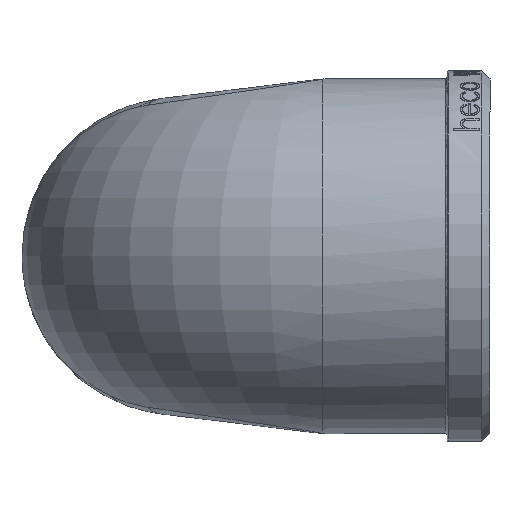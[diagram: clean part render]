
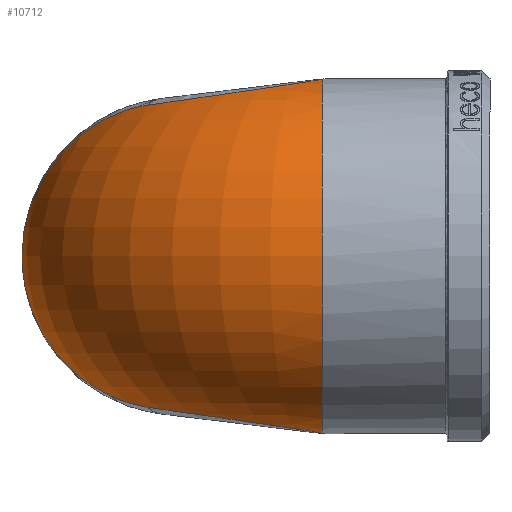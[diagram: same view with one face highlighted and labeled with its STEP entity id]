
A CAD part, left-side view. The second image highlights one B-rep face of the part: STEP entity #10712.
In plain terms, the highlighted toroidal (fillet/blend) face has major radius 22.9 mm and minor radius 33 mm.
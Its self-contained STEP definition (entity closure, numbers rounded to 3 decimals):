
#387 = VERTEX_POINT ( 'NONE', #3120 ) ;
#399 = VERTEX_POINT ( 'NONE', #3941 ) ;
#441 = ORIENTED_EDGE ( 'NONE', *, *, #12408, .F. ) ;
#456 = VERTEX_POINT ( 'NONE', #3602 ) ;
#472 = VERTEX_POINT ( 'NONE', #3297 ) ;
#489 = VERTEX_POINT ( 'NONE', #3842 ) ;
#1403 = ORIENTED_EDGE ( 'NONE', *, *, #12495, .F. ) ;
#1605 = ORIENTED_EDGE ( 'NONE', *, *, #12771, .F. ) ;
#2813 = CARTESIAN_POINT ( 'NONE',  ( 22.9, -26.318, 0. ) ) ;
#2832 = DIRECTION ( 'NONE',  ( 0., -1., 0. ) ) ;
#2917 = DIRECTION ( 'NONE',  ( 0., 0., -1. ) ) ;
#3120 = CARTESIAN_POINT ( 'NONE',  ( -0.598, 6.316, 28.093 ) ) ;
#3297 = CARTESIAN_POINT ( 'NONE',  ( -2.451, -26.318, -32.909 ) ) ;
#3602 = CARTESIAN_POINT ( 'NONE',  ( -2.451, -26.318, 32.909 ) ) ;
#3842 = CARTESIAN_POINT ( 'NONE',  ( 22.9, 29.582, 0. ) ) ;
#3941 = CARTESIAN_POINT ( 'NONE',  ( -0.598, 6.316, -28.093 ) ) ;
#6329 = B_SPLINE_CURVE_WITH_KNOTS ( 'NONE', 3,
 ( #18905, #18907, #18908, #18910, #18912, #18914, #18916, #18917, #18919 ),
 .UNSPECIFIED., .F., .F.,
 ( 4, 1, 1, 1, 1, 1, 4 ),
 ( 0., 0.071, 0.143, 0.286, 0.429, 0.714, 1. ),
 .UNSPECIFIED. ) ;
#6587 = B_SPLINE_CURVE_WITH_KNOTS ( 'NONE', 3,
 ( #16032, #15985, #16296, #16914, #15998, #16906, #16700, #16054 ),
 .UNSPECIFIED., .F., .F.,
 ( 4, 1, 1, 1, 1, 4 ),
 ( 0., 0.429, 0.714, 0.857, 0.929, 1. ),
 .UNSPECIFIED. ) ;
#6698 = B_SPLINE_CURVE_WITH_KNOTS ( 'NONE', 3,
 ( #18005, #18007, #18009, #18010, #18012, #18013, #18015, #18016, #18018, #18020 ),
 .UNSPECIFIED., .F., .F.,
 ( 4, 1, 1, 1, 1, 2, 4 ),
 ( 0., 0.2, 0.399, 0.599, 0.799, 0.998, 1. ),
 .UNSPECIFIED. ) ;
#6727 = B_SPLINE_CURVE_WITH_KNOTS ( 'NONE', 3,
 ( #17251, #17252, #17254, #17256, #17257, #17258, #17260, #17262, #17264, #17266, #17267, #17269 ),
 .UNSPECIFIED., .F., .F.,
 ( 4, 2, 1, 1, 1, 1, 1, 1, 4 ),
 ( 0., 0.002, 0.201, 0.401, 0.501, 0.601, 0.7, 0.8, 1. ),
 .UNSPECIFIED. ) ;
#7810 = EDGE_LOOP ( 'NONE', ( #1605, #441, #10007, #1403, #17351 ) ) ;
#8097 = AXIS2_PLACEMENT_3D ( 'NONE', #2813, #2917, #2832 ) ;
#10007 = ORIENTED_EDGE ( 'NONE', *, *, #12457, .F. ) ;
#10712 = ADVANCED_FACE ( 'NONE', ( #17159 ), #17164, .T. ) ;
#11342 = CIRCLE ( 'NONE', #16985, 33. ) ;
#12396 = EDGE_CURVE ( 'NONE', #472, #456, #11342, .T. ) ;
#12408 = EDGE_CURVE ( 'NONE', #489, #387, #6727, .T. ) ;
#12457 = EDGE_CURVE ( 'NONE', #399, #489, #6698, .T. ) ;
#12495 = EDGE_CURVE ( 'NONE', #472, #399, #6329, .T. ) ;
#12771 = EDGE_CURVE ( 'NONE', #387, #456, #6587, .T. ) ;
#14508 = CARTESIAN_POINT ( 'NONE',  ( 0., -26.318, 0. ) ) ;
#14509 = DIRECTION ( 'NONE',  ( 0., 1., 0. ) ) ;
#14510 = DIRECTION ( 'NONE',  ( -1., 0., 0. ) ) ;
#15985 = CARTESIAN_POINT ( 'NONE',  ( -4.317, 2.569, 28.628 ) ) ;
#15998 = CARTESIAN_POINT ( 'NONE',  ( -7.083, -21.829, 32.205 ) ) ;
#16032 = CARTESIAN_POINT ( 'NONE',  ( -0.598, 6.316, 28.093 ) ) ;
#16054 = CARTESIAN_POINT ( 'NONE',  ( -2.451, -26.318, 32.909 ) ) ;
#16296 = CARTESIAN_POINT ( 'NONE',  ( -8.895, -5.274, 29.752 ) ) ;
#16700 = CARTESIAN_POINT ( 'NONE',  ( -3.359, -25.903, 32.841 ) ) ;
#16906 = CARTESIAN_POINT ( 'NONE',  ( -4.885, -24.732, 32.655 ) ) ;
#16914 = CARTESIAN_POINT ( 'NONE',  ( -9.27, -15.984, 31.322 ) ) ;
#16985 = AXIS2_PLACEMENT_3D ( 'NONE', #14508, #14509, #14510 ) ;
#17159 = FACE_OUTER_BOUND ( 'NONE', #7810, .T. ) ;
#17164 = TOROIDAL_SURFACE ( 'NONE', #8097, 22.9, 33. ) ;
#17251 = CARTESIAN_POINT ( 'NONE',  ( 22.9, 29.582, 0. ) ) ;
#17252 = CARTESIAN_POINT ( 'NONE',  ( 22.888, 29.582, 0.024 ) ) ;
#17254 = CARTESIAN_POINT ( 'NONE',  ( 22.876, 29.582, 0.048 ) ) ;
#17256 = CARTESIAN_POINT ( 'NONE',  ( 21.436, 29.575, 2.964 ) ) ;
#17257 = CARTESIAN_POINT ( 'NONE',  ( 18.569, 28.675, 8.767 ) ) ;
#17258 = CARTESIAN_POINT ( 'NONE',  ( 14.97, 25.506, 15.257 ) ) ;
#17260 = CARTESIAN_POINT ( 'NONE',  ( 11.999, 21.991, 19.659 ) ) ;
#17262 = CARTESIAN_POINT ( 'NONE',  ( 9.72, 18.997, 22.46 ) ) ;
#17264 = CARTESIAN_POINT ( 'NONE',  ( 7.369, 15.801, 24.703 ) ) ;
#17266 = CARTESIAN_POINT ( 'NONE',  ( 4.052, 11.408, 26.961 ) ) ;
#17267 = CARTESIAN_POINT ( 'NONE',  ( 1.336, 8.264, 27.815 ) ) ;
#17269 = CARTESIAN_POINT ( 'NONE',  ( -0.598, 6.316, 28.093 ) ) ;
#17351 = ORIENTED_EDGE ( 'NONE', *, *, #12396, .T. ) ;
#18005 = CARTESIAN_POINT ( 'NONE',  ( -0.598, 6.316, -28.093 ) ) ;
#18007 = CARTESIAN_POINT ( 'NONE',  ( 1.336, 8.264, -27.815 ) ) ;
#18009 = CARTESIAN_POINT ( 'NONE',  ( 4.966, 12.469, -26.671 ) ) ;
#18010 = CARTESIAN_POINT ( 'NONE',  ( 9.762, 19.116, -22.742 ) ) ;
#18012 = CARTESIAN_POINT ( 'NONE',  ( 14.245, 24.869, -16.562 ) ) ;
#18013 = CARTESIAN_POINT ( 'NONE',  ( 18.571, 28.677, -8.763 ) ) ;
#18015 = CARTESIAN_POINT ( 'NONE',  ( 21.435, 29.575, -2.966 ) ) ;
#18016 = CARTESIAN_POINT ( 'NONE',  ( 22.876, 29.582, -0.048 ) ) ;
#18018 = CARTESIAN_POINT ( 'NONE',  ( 22.888, 29.582, -0.024 ) ) ;
#18020 = CARTESIAN_POINT ( 'NONE',  ( 22.9, 29.582, 0. ) ) ;
#18905 = CARTESIAN_POINT ( 'NONE',  ( -2.451, -26.318, -32.909 ) ) ;
#18907 = CARTESIAN_POINT ( 'NONE',  ( -3.359, -25.903, -32.841 ) ) ;
#18908 = CARTESIAN_POINT ( 'NONE',  ( -4.885, -24.732, -32.655 ) ) ;
#18910 = CARTESIAN_POINT ( 'NONE',  ( -7.082, -21.827, -32.205 ) ) ;
#18912 = CARTESIAN_POINT ( 'NONE',  ( -8.65, -17.657, -31.575 ) ) ;
#18914 = CARTESIAN_POINT ( 'NONE',  ( -9.302, -10.657, -30.539 ) ) ;
#18916 = CARTESIAN_POINT ( 'NONE',  ( -7.171, -2.011, -29.284 ) ) ;
#18917 = CARTESIAN_POINT ( 'NONE',  ( -3.077, 3.818, -28.45 ) ) ;
#18919 = CARTESIAN_POINT ( 'NONE',  ( -0.598, 6.316, -28.093 ) ) ;
